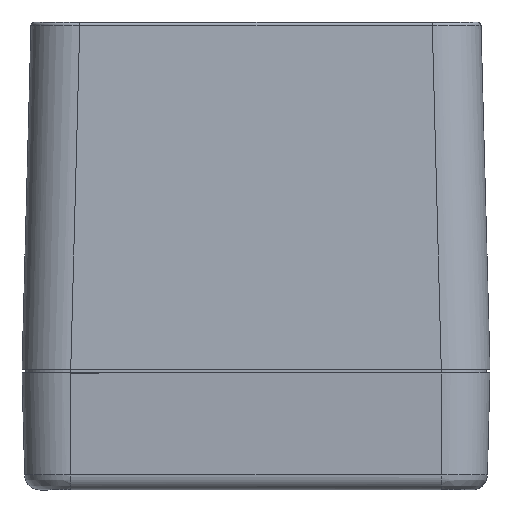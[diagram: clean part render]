
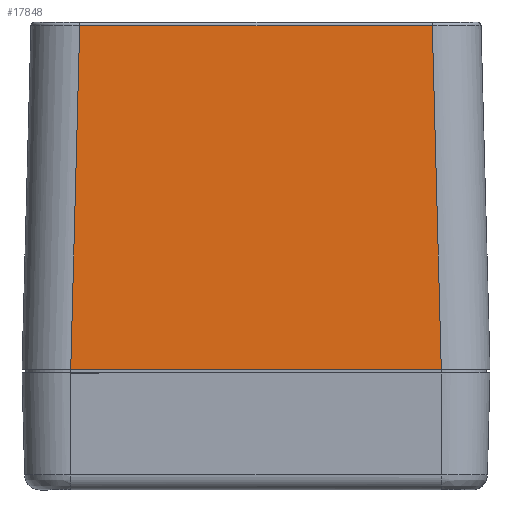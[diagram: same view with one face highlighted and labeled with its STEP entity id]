
A CAD part, left-side view. The second image highlights one B-rep face of the part: STEP entity #17848.
In plain terms, the highlighted planar face has unit normal (-1, 0, 0.026).
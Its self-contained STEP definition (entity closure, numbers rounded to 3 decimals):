
#1416 = CARTESIAN_POINT ( 'NONE',  ( -59.997, 23.751, 0.188 ) ) ;
#2064 = EDGE_CURVE ( 'NONE', #34327, #33557, #15928, .T. ) ;
#2277 = CARTESIAN_POINT ( 'NONE',  ( -60.062, -30.064, -2.312 ) ) ;
#2345 = CARTESIAN_POINT ( 'NONE',  ( -59.997, -23.751, 0.188 ) ) ;
#4095 = VECTOR ( 'NONE', #13028, 1000. ) ;
#5243 = ORIENTED_EDGE ( 'NONE', *, *, #28431, .T. ) ;
#7365 = EDGE_LOOP ( 'NONE', ( #5243, #44181, #31340, #7804 ) ) ;
#7804 = ORIENTED_EDGE ( 'NONE', *, *, #12275, .F. ) ;
#9501 = PLANE ( 'NONE',  #27755 ) ;
#12275 = EDGE_CURVE ( 'NONE', #40924, #22371, #42475, .T. ) ;
#12389 = DIRECTION ( 'NONE',  ( 0., 1., 0. ) ) ;
#13028 = DIRECTION ( 'NONE',  ( 0.026, 0.026, 0.999 ) ) ;
#13116 = DIRECTION ( 'NONE',  ( 0.026, 0., 1. ) ) ;
#15767 = DIRECTION ( 'NONE',  ( 0., 1., 0. ) ) ;
#15928 = LINE ( 'NONE', #33588, #44529 ) ;
#17848 = ADVANCED_FACE ( 'NONE', ( #44487 ), #9501, .T. ) ;
#18979 = DIRECTION ( 'NONE',  ( -0.026, 0.026, -0.999 ) ) ;
#21668 = CARTESIAN_POINT ( 'NONE',  ( -58.844, 22.598, 44.199 ) ) ;
#22371 = VERTEX_POINT ( 'NONE', #1416 ) ;
#25074 = VECTOR ( 'NONE', #18979, 1000. ) ;
#27755 = AXIS2_PLACEMENT_3D ( 'NONE', #2277, #34561, #13116 ) ;
#28431 = EDGE_CURVE ( 'NONE', #40924, #34327, #34956, .T. ) ;
#29755 = CARTESIAN_POINT ( 'NONE',  ( -60.025, 23.779, -0.903 ) ) ;
#30244 = CARTESIAN_POINT ( 'NONE',  ( -59.997, -30.064, 0.188 ) ) ;
#31340 = ORIENTED_EDGE ( 'NONE', *, *, #37627, .T. ) ;
#31788 = VECTOR ( 'NONE', #12389, 1000. ) ;
#33557 = VERTEX_POINT ( 'NONE', #21668 ) ;
#33588 = CARTESIAN_POINT ( 'NONE',  ( -58.844, -30.064, 44.199 ) ) ;
#34327 = VERTEX_POINT ( 'NONE', #37752 ) ;
#34472 = CARTESIAN_POINT ( 'NONE',  ( -60.066, -23.82, -2.475 ) ) ;
#34561 = DIRECTION ( 'NONE',  ( -1., 0., 0.026 ) ) ;
#34566 = LINE ( 'NONE', #29755, #25074 ) ;
#34956 = LINE ( 'NONE', #34472, #4095 ) ;
#37627 = EDGE_CURVE ( 'NONE', #33557, #22371, #34566, .T. ) ;
#37752 = CARTESIAN_POINT ( 'NONE',  ( -58.844, -22.598, 44.199 ) ) ;
#40924 = VERTEX_POINT ( 'NONE', #2345 ) ;
#42475 = LINE ( 'NONE', #30244, #31788 ) ;
#44181 = ORIENTED_EDGE ( 'NONE', *, *, #2064, .T. ) ;
#44487 = FACE_OUTER_BOUND ( 'NONE', #7365, .T. ) ;
#44529 = VECTOR ( 'NONE', #15767, 1000. ) ;
